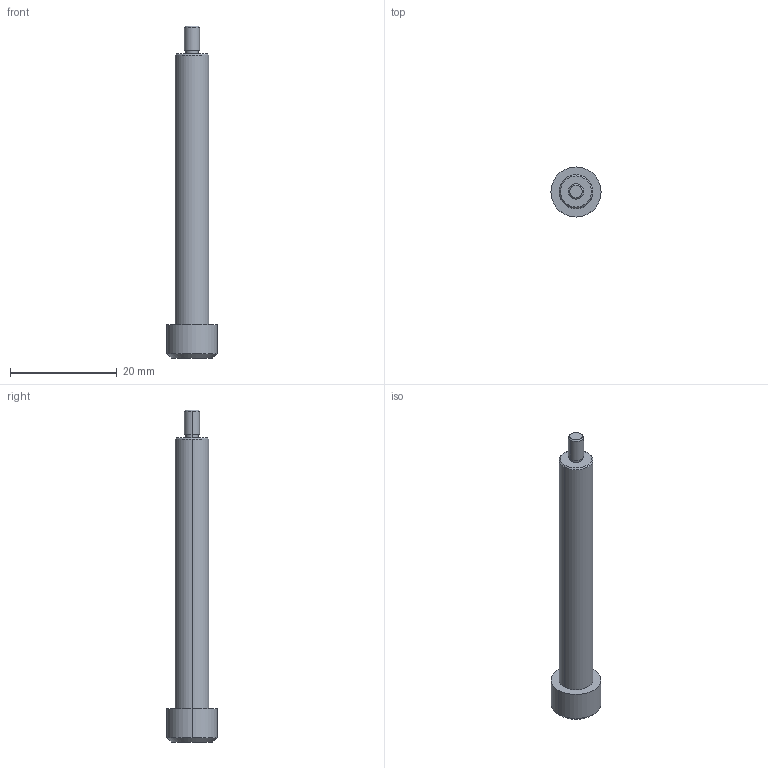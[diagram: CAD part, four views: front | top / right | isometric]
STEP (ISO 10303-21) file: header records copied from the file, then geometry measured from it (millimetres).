
FILE_DESCRIPTION (( 'STEP AP214' ), '1' );
FILE_NAME ('D0900906_Advanced_LIGO_Earthquake_Stop_Adjuster_and_Mount,_2_Inch.STEP', '2019-10-03T16:37:58', ( '' ), ( '' ), 'SwSTEP 2.0', 'SolidWorks 2019', '' );
FILE_SCHEMA (( 'AUTOMOTIVE_DESIGN' ));
Length unit declared in the file: inch
Products named in the file (1): D0900906_Advanced_LIGO_Earthquake_Stop_Adjuster_and_Mount,_2_Inch
Bounding box: 9.4 x 9.4 x 62.28 mm (x, y, z)
Volume: 2006.8 mm3; surface area: 1419.2 mm2
Topology: 1 solids, 1 shells, 26 faces, 54 edges, 34 vertices
Faces by surface type: plane 12, cylinder 8, cone 6
Entity records: 732 total; most frequent: DIRECTION 130, CARTESIAN_POINT 115, ORIENTED_EDGE 108, EDGE_CURVE 54, AXIS2_PLACEMENT_3D 49, VERTEX_POINT 34, LINE 32, VECTOR 32
